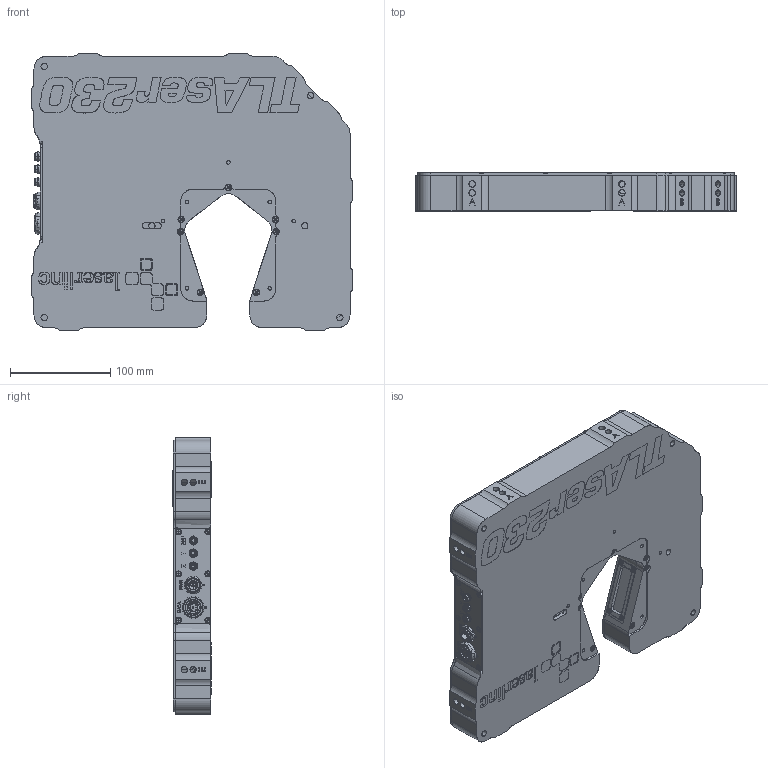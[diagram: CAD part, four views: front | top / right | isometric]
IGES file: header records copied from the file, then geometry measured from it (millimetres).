
Start section: SolidWorks IGES file using analytic representation for surfaces
Global section: file name: 00230-01 TLAser230.IGS; native system: SolidWorks 2012; preprocessor: SolidWorks 2012; author: Mark; date: 120904.130833; units: inch
Bounding box: 320.04 x 37.87 x 275.59 mm (x, y, z)
Surface area: 302865 mm2 (no closed solid volume)
Topology: 0 solids, 0 shells, 1360 faces, 27085 edges, 27024 vertices
Faces by surface type: bspline 820, revolution 540
